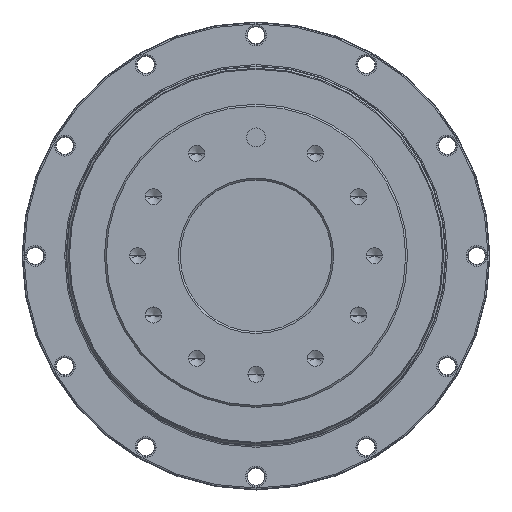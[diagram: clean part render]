
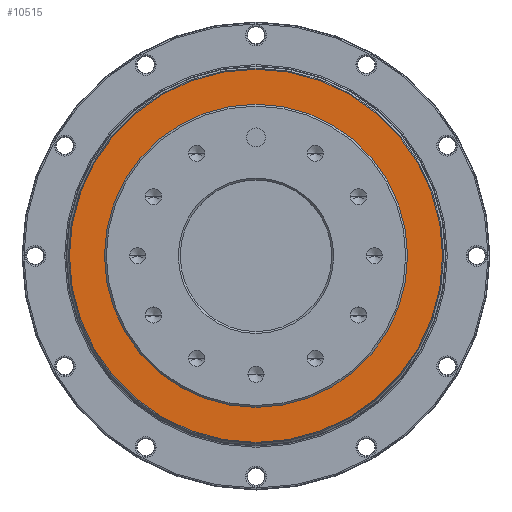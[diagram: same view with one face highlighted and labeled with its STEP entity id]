
A CAD part, top view. The second image highlights one B-rep face of the part: STEP entity #10515.
In plain terms, the highlighted planar face has unit normal (0, 0, 1).
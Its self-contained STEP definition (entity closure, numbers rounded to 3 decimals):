
#3044=CARTESIAN_POINT('',(0.,0.,139.));
#3045=DIRECTION('',(0.,0.,1.));
#3046=DIRECTION('',(1.,0.,0.));
#3047=AXIS2_PLACEMENT_3D('',#3044,#3045,#3046);
#3049=CARTESIAN_POINT('',(0.,0.,139.));
#3050=DIRECTION('',(0.,0.,1.));
#3051=DIRECTION('',(-1.,0.,0.));
#3052=AXIS2_PLACEMENT_3D('',#3049,#3050,#3051);
#3054=CARTESIAN_POINT('',(0.,0.,139.));
#3055=DIRECTION('',(0.,0.,-1.));
#3056=DIRECTION('',(1.,0.,0.));
#3057=AXIS2_PLACEMENT_3D('',#3054,#3055,#3056);
#3059=CARTESIAN_POINT('',(0.,0.,139.));
#3060=DIRECTION('',(0.,0.,-1.));
#3061=DIRECTION('',(-1.,0.,0.));
#3062=AXIS2_PLACEMENT_3D('',#3059,#3060,#3061);
#6262=CARTESIAN_POINT('',(-98.5,0.,139.));
#6264=VERTEX_POINT('',#6262);
#6266=CARTESIAN_POINT('',(98.5,0.,139.));
#6268=VERTEX_POINT('',#6266);
#6744=CARTESIAN_POINT('',(-80.,0.,139.));
#6745=VERTEX_POINT('',#6744);
#6746=CARTESIAN_POINT('',(80.,0.,139.));
#6747=VERTEX_POINT('',#6746);
#10499=CARTESIAN_POINT('',(0.,0.,139.));
#10500=DIRECTION('',(0.,0.,1.));
#10501=DIRECTION('',(1.,0.,0.));
#10502=AXIS2_PLACEMENT_3D('',#10499,#10500,#10501);
#10503=PLANE('',#10502);
#10505=ORIENTED_EDGE('',*,*,#10504,.F.);
#10506=ORIENTED_EDGE('',*,*,#10489,.F.);
#10507=EDGE_LOOP('',(#10505,#10506));
#10508=FACE_OUTER_BOUND('',#10507,.F.);
#10510=ORIENTED_EDGE('',*,*,#10509,.F.);
#10512=ORIENTED_EDGE('',*,*,#10511,.F.);
#10513=EDGE_LOOP('',(#10510,#10512));
#10514=FACE_BOUND('',#10513,.F.);
#10515=ADVANCED_FACE('',(#10508,#10514),#10503,.T.);
#3048=CIRCLE('',#3047,98.5);
#3053=CIRCLE('',#3052,98.5);
#3058=CIRCLE('',#3057,80.);
#3063=CIRCLE('',#3062,80.);
#10489=EDGE_CURVE('',#6264,#6268,#3053,.T.);
#10504=EDGE_CURVE('',#6268,#6264,#3048,.T.);
#10509=EDGE_CURVE('',#6747,#6745,#3058,.T.);
#10511=EDGE_CURVE('',#6745,#6747,#3063,.T.);
